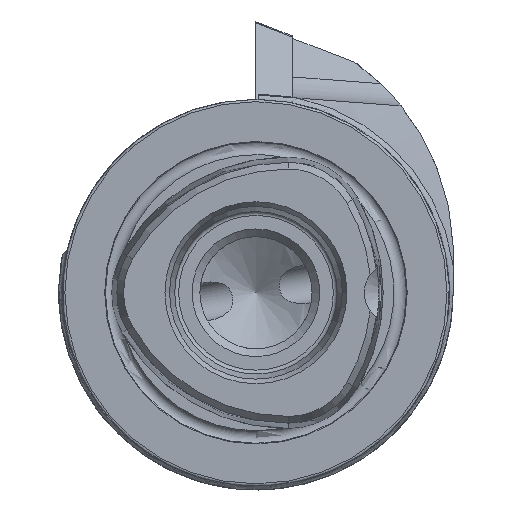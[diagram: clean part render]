
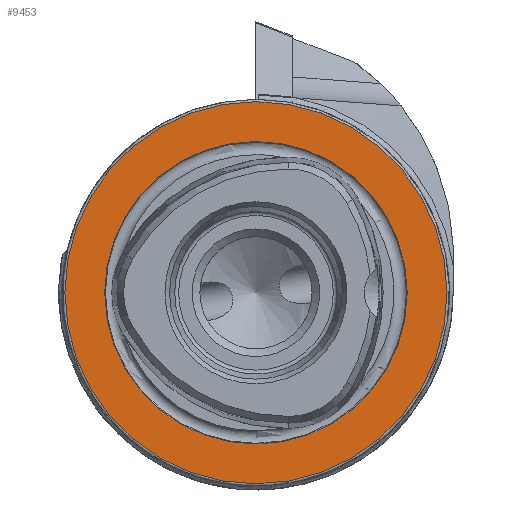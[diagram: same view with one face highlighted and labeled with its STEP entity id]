
A CAD part, left-side view. The second image highlights one B-rep face of the part: STEP entity #9453.
In plain terms, the highlighted planar face has unit normal (-1, 0, 0).
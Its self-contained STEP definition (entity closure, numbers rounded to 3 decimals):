
#334 = VERTEX_POINT ( 'NONE', #5641 ) ;
#798 = AXIS2_PLACEMENT_3D ( 'NONE', #875, #6258, #9330 ) ;
#875 = CARTESIAN_POINT ( 'NONE',  ( 0., 0., 0. ) ) ;
#961 = PLANE ( 'NONE',  #7443 ) ;
#1459 = CIRCLE ( 'NONE', #2496, 24.7 ) ;
#2425 = CARTESIAN_POINT ( 'NONE',  ( 0., 19.55, 0. ) ) ;
#2496 = AXIS2_PLACEMENT_3D ( 'NONE', #4455, #6806, #3010 ) ;
#2634 = VERTEX_POINT ( 'NONE', #9479 ) ;
#2671 = EDGE_LOOP ( 'NONE', ( #8641 ) ) ;
#3010 = DIRECTION ( 'NONE',  ( 0., 0., 1. ) ) ;
#3252 = FACE_BOUND ( 'NONE', #2671, .T. ) ;
#3308 = DIRECTION ( 'NONE',  ( 0., 0., -1. ) ) ;
#4455 = CARTESIAN_POINT ( 'NONE',  ( 0., 0., 0. ) ) ;
#5056 = FACE_OUTER_BOUND ( 'NONE', #9050, .T. ) ;
#5320 = CIRCLE ( 'NONE', #798, 19.55 ) ;
#5641 = CARTESIAN_POINT ( 'NONE',  ( 0., 0., 19.55 ) ) ;
#5866 = EDGE_CURVE ( 'NONE', #334, #334, #5320, .T. ) ;
#6258 = DIRECTION ( 'NONE',  ( -1., 0., 0. ) ) ;
#6277 = DIRECTION ( 'NONE',  ( 1., 0., 0. ) ) ;
#6806 = DIRECTION ( 'NONE',  ( -1., 0., 0. ) ) ;
#7090 = EDGE_CURVE ( 'NONE', #2634, #2634, #1459, .T. ) ;
#7443 = AXIS2_PLACEMENT_3D ( 'NONE', #2425, #6277, #3308 ) ;
#8641 = ORIENTED_EDGE ( 'NONE', *, *, #5866, .F. ) ;
#9050 = EDGE_LOOP ( 'NONE', ( #9063 ) ) ;
#9063 = ORIENTED_EDGE ( 'NONE', *, *, #7090, .T. ) ;
#9330 = DIRECTION ( 'NONE',  ( 0., 0., 1. ) ) ;
#9453 = ADVANCED_FACE ( 'NONE', ( #3252, #5056 ), #961, .F. ) ;
#9479 = CARTESIAN_POINT ( 'NONE',  ( 0., 0., 24.7 ) ) ;
